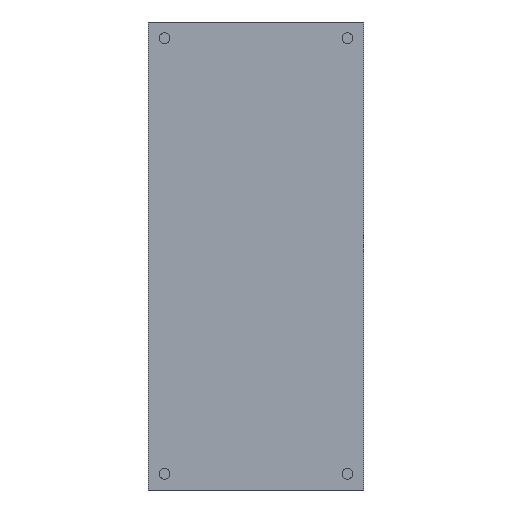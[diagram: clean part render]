
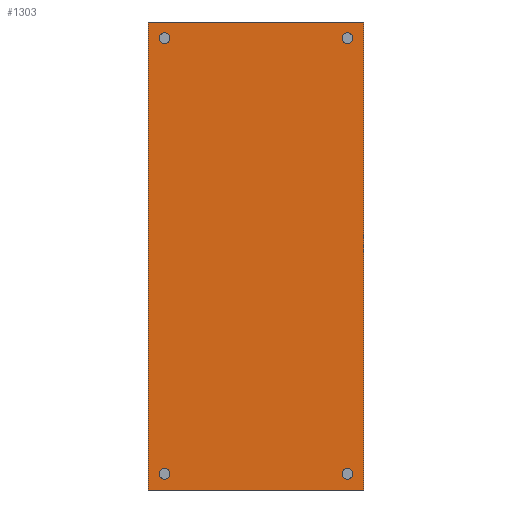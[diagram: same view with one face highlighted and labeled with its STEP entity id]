
A CAD part, front view. The second image highlights one B-rep face of the part: STEP entity #1303.
In plain terms, the highlighted planar face has unit normal (0, -1, 0).
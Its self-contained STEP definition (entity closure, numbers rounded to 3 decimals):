
#2 = CARTESIAN_POINT ( 'NONE',  ( 0., 0., 0. ) ) ;
#37 = CARTESIAN_POINT ( 'NONE',  ( 0., 0., 0. ) ) ;
#68 = ORIENTED_EDGE ( 'NONE', *, *, #1387, .F. ) ;
#73 = CARTESIAN_POINT ( 'NONE',  ( 0., 0., 0. ) ) ;
#124 = CIRCLE ( 'NONE', #195, 0.5 ) ;
#163 = VERTEX_POINT ( 'NONE', #1429 ) ;
#174 = CIRCLE ( 'NONE', #590, 0.5 ) ;
#179 = EDGE_CURVE ( 'NONE', #329, #572, #124, .T. ) ;
#195 = AXIS2_PLACEMENT_3D ( 'NONE', #1862, #1463, #1779 ) ;
#209 = ORIENTED_EDGE ( 'NONE', *, *, #1821, .F. ) ;
#217 = CARTESIAN_POINT ( 'NONE',  ( 18.5, 0., -1.5 ) ) ;
#223 = CARTESIAN_POINT ( 'NONE',  ( 18.5, 0., -42.5 ) ) ;
#227 = VERTEX_POINT ( 'NONE', #1332 ) ;
#240 = DIRECTION ( 'NONE',  ( 0., 0., -1. ) ) ;
#245 = ORIENTED_EDGE ( 'NONE', *, *, #179, .F. ) ;
#255 = VERTEX_POINT ( 'NONE', #1967 ) ;
#258 = DIRECTION ( 'NONE',  ( 0., -1., 0. ) ) ;
#302 = AXIS2_PLACEMENT_3D ( 'NONE', #309, #1384, #465 ) ;
#309 = CARTESIAN_POINT ( 'NONE',  ( 1.5, 0., -42. ) ) ;
#329 = VERTEX_POINT ( 'NONE', #1825 ) ;
#365 = DIRECTION ( 'NONE',  ( 0., 0., -1. ) ) ;
#379 = CARTESIAN_POINT ( 'NONE',  ( 18.5, 0., -2. ) ) ;
#389 = AXIS2_PLACEMENT_3D ( 'NONE', #217, #1285, #365 ) ;
#418 = ORIENTED_EDGE ( 'NONE', *, *, #726, .F. ) ;
#420 = EDGE_CURVE ( 'NONE', #951, #227, #1184, .T. ) ;
#421 = LINE ( 'NONE', #1292, #2022 ) ;
#426 = FACE_BOUND ( 'NONE', #1070, .T. ) ;
#439 = CARTESIAN_POINT ( 'NONE',  ( 18.5, 0., -42. ) ) ;
#465 = DIRECTION ( 'NONE',  ( 0., 0., -1. ) ) ;
#469 = CARTESIAN_POINT ( 'NONE',  ( 0., 0., 0. ) ) ;
#502 = VECTOR ( 'NONE', #807, 1000. ) ;
#564 = LINE ( 'NONE', #37, #502 ) ;
#571 = VERTEX_POINT ( 'NONE', #1505 ) ;
#572 = VERTEX_POINT ( 'NONE', #1500 ) ;
#590 = AXIS2_PLACEMENT_3D ( 'NONE', #1169, #258, #1330 ) ;
#591 = DIRECTION ( 'NONE',  ( 0., 0., -1. ) ) ;
#597 = CIRCLE ( 'NONE', #1551, 0.5 ) ;
#613 = CIRCLE ( 'NONE', #389, 0.5 ) ;
#646 = DIRECTION ( 'NONE',  ( 0., -1., 0. ) ) ;
#672 = ORIENTED_EDGE ( 'NONE', *, *, #916, .F. ) ;
#726 = EDGE_CURVE ( 'NONE', #1833, #163, #564, .T. ) ;
#727 = DIRECTION ( 'NONE',  ( 0., -1., 0. ) ) ;
#772 = VECTOR ( 'NONE', #1083, 1000. ) ;
#775 = CARTESIAN_POINT ( 'NONE',  ( 1.5, 0., -1.5 ) ) ;
#807 = DIRECTION ( 'NONE',  ( 1., 0., 0. ) ) ;
#831 = FACE_BOUND ( 'NONE', #1389, .T. ) ;
#835 = CARTESIAN_POINT ( 'NONE',  ( 0., 0., -43.5 ) ) ;
#845 = AXIS2_PLACEMENT_3D ( 'NONE', #775, #1865, #924 ) ;
#867 = EDGE_LOOP ( 'NONE', ( #1087, #925, #2008, #418 ) ) ;
#902 = ORIENTED_EDGE ( 'NONE', *, *, #420, .F. ) ;
#916 = EDGE_CURVE ( 'NONE', #1092, #571, #613, .T. ) ;
#924 = DIRECTION ( 'NONE',  ( 0., 0., -1. ) ) ;
#925 = ORIENTED_EDGE ( 'NONE', *, *, #1461, .F. ) ;
#951 = VERTEX_POINT ( 'NONE', #223 ) ;
#956 = LINE ( 'NONE', #835, #1799 ) ;
#1070 = EDGE_LOOP ( 'NONE', ( #1515, #1175 ) ) ;
#1083 = DIRECTION ( 'NONE',  ( 0., 0., 1. ) ) ;
#1087 = ORIENTED_EDGE ( 'NONE', *, *, #1831, .F. ) ;
#1092 = VERTEX_POINT ( 'NONE', #379 ) ;
#1102 = EDGE_CURVE ( 'NONE', #163, #1560, #421, .T. ) ;
#1147 = DIRECTION ( 'NONE',  ( 0., -1., 0. ) ) ;
#1151 = CARTESIAN_POINT ( 'NONE',  ( 20., 0., -43.5 ) ) ;
#1160 = CARTESIAN_POINT ( 'NONE',  ( 1.5, 0., -41.5 ) ) ;
#1168 = AXIS2_PLACEMENT_3D ( 'NONE', #1660, #727, #1815 ) ;
#1169 = CARTESIAN_POINT ( 'NONE',  ( 18.5, 0., -1.5 ) ) ;
#1175 = ORIENTED_EDGE ( 'NONE', *, *, #1914, .F. ) ;
#1180 = VERTEX_POINT ( 'NONE', #1768 ) ;
#1184 = CIRCLE ( 'NONE', #1968, 0.5 ) ;
#1191 = LINE ( 'NONE', #469, #772 ) ;
#1228 = CIRCLE ( 'NONE', #1168, 0.5 ) ;
#1229 = FACE_BOUND ( 'NONE', #1749, .T. ) ;
#1230 = CIRCLE ( 'NONE', #845, 0.5 ) ;
#1285 = DIRECTION ( 'NONE',  ( 0., -1., 0. ) ) ;
#1292 = CARTESIAN_POINT ( 'NONE',  ( 20., 0., 0. ) ) ;
#1300 = DIRECTION ( 'NONE',  ( 0., 0., -1. ) ) ;
#1303 = ADVANCED_FACE ( 'NONE', ( #1229, #831, #1663, #426, #1606 ), #1940, .T. ) ;
#1330 = DIRECTION ( 'NONE',  ( 0., 0., -1. ) ) ;
#1332 = CARTESIAN_POINT ( 'NONE',  ( 18.5, 0., -41.5 ) ) ;
#1335 = VERTEX_POINT ( 'NONE', #1160 ) ;
#1384 = DIRECTION ( 'NONE',  ( 0., -1., 0. ) ) ;
#1387 = EDGE_CURVE ( 'NONE', #571, #1092, #174, .T. ) ;
#1389 = EDGE_LOOP ( 'NONE', ( #68, #672 ) ) ;
#1429 = CARTESIAN_POINT ( 'NONE',  ( 20., 0., 0. ) ) ;
#1461 = EDGE_CURVE ( 'NONE', #1560, #1180, #956, .T. ) ;
#1463 = DIRECTION ( 'NONE',  ( 0., -1., 0. ) ) ;
#1500 = CARTESIAN_POINT ( 'NONE',  ( 1.5, 0., -2. ) ) ;
#1505 = CARTESIAN_POINT ( 'NONE',  ( 18.5, 0., -1. ) ) ;
#1508 = DIRECTION ( 'NONE',  ( 0., -1., 0. ) ) ;
#1515 = ORIENTED_EDGE ( 'NONE', *, *, #1701, .F. ) ;
#1551 = AXIS2_PLACEMENT_3D ( 'NONE', #1567, #646, #1725 ) ;
#1560 = VERTEX_POINT ( 'NONE', #1151 ) ;
#1567 = CARTESIAN_POINT ( 'NONE',  ( 1.5, 0., -42. ) ) ;
#1606 = FACE_OUTER_BOUND ( 'NONE', #867, .T. ) ;
#1660 = CARTESIAN_POINT ( 'NONE',  ( 18.5, 0., -42. ) ) ;
#1663 = FACE_BOUND ( 'NONE', #1705, .T. ) ;
#1701 = EDGE_CURVE ( 'NONE', #1335, #255, #1985, .T. ) ;
#1705 = EDGE_LOOP ( 'NONE', ( #1839, #902 ) ) ;
#1725 = DIRECTION ( 'NONE',  ( 0., 0., -1. ) ) ;
#1749 = EDGE_LOOP ( 'NONE', ( #245, #209 ) ) ;
#1768 = CARTESIAN_POINT ( 'NONE',  ( 0., 0., -43.5 ) ) ;
#1779 = DIRECTION ( 'NONE',  ( 0., 0., -1. ) ) ;
#1799 = VECTOR ( 'NONE', #1923, 1000. ) ;
#1815 = DIRECTION ( 'NONE',  ( 0., 0., -1. ) ) ;
#1821 = EDGE_CURVE ( 'NONE', #572, #329, #1230, .T. ) ;
#1825 = CARTESIAN_POINT ( 'NONE',  ( 1.5, 0., -1. ) ) ;
#1831 = EDGE_CURVE ( 'NONE', #1180, #1833, #1191, .T. ) ;
#1833 = VERTEX_POINT ( 'NONE', #2 ) ;
#1839 = ORIENTED_EDGE ( 'NONE', *, *, #2032, .F. ) ;
#1862 = CARTESIAN_POINT ( 'NONE',  ( 1.5, 0., -1.5 ) ) ;
#1865 = DIRECTION ( 'NONE',  ( 0., -1., 0. ) ) ;
#1914 = EDGE_CURVE ( 'NONE', #255, #1335, #597, .T. ) ;
#1923 = DIRECTION ( 'NONE',  ( -1., 0., 0. ) ) ;
#1940 = PLANE ( 'NONE',  #1984 ) ;
#1967 = CARTESIAN_POINT ( 'NONE',  ( 1.5, 0., -42.5 ) ) ;
#1968 = AXIS2_PLACEMENT_3D ( 'NONE', #439, #1508, #591 ) ;
#1984 = AXIS2_PLACEMENT_3D ( 'NONE', #73, #1147, #240 ) ;
#1985 = CIRCLE ( 'NONE', #302, 0.5 ) ;
#2008 = ORIENTED_EDGE ( 'NONE', *, *, #1102, .F. ) ;
#2022 = VECTOR ( 'NONE', #1300, 1000. ) ;
#2032 = EDGE_CURVE ( 'NONE', #227, #951, #1228, .T. ) ;
